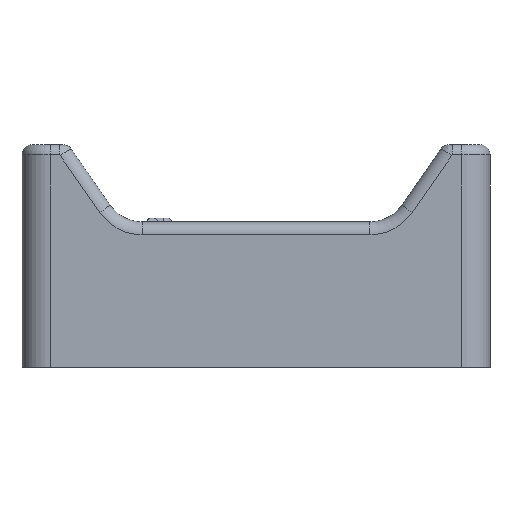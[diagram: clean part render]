
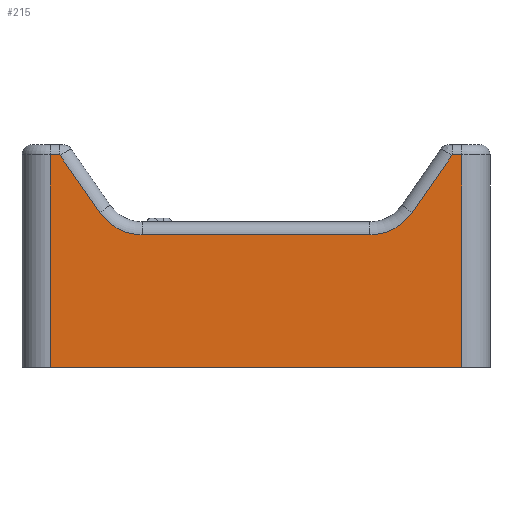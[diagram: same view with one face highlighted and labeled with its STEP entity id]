
A CAD part, front view. The second image highlights one B-rep face of the part: STEP entity #215.
In plain terms, the highlighted planar face has unit normal (0, -1, 0).
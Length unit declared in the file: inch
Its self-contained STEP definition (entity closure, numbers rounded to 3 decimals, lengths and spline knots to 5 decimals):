
#215=ADVANCED_FACE('',(#350),#314,.T.);
#314=PLANE('',#1784);
#350=FACE_OUTER_BOUND('',#448,.T.);
#448=EDGE_LOOP('',(#662,#663,#664,#665,#666,#667,#668,#669,#670,#671));
#550=CIRCLE('',#1782,0.1);
#551=CIRCLE('',#1783,0.1);
#662=ORIENTED_EDGE('',*,*,#1311,.T.);
#663=ORIENTED_EDGE('',*,*,#1312,.T.);
#664=ORIENTED_EDGE('',*,*,#1313,.T.);
#665=ORIENTED_EDGE('',*,*,#1314,.T.);
#666=ORIENTED_EDGE('',*,*,#1315,.F.);
#667=ORIENTED_EDGE('',*,*,#1316,.F.);
#668=ORIENTED_EDGE('',*,*,#1317,.F.);
#669=ORIENTED_EDGE('',*,*,#1318,.F.);
#670=ORIENTED_EDGE('',*,*,#1319,.T.);
#671=ORIENTED_EDGE('',*,*,#1320,.T.);
#1160=VERTEX_POINT('',#2588);
#1161=VERTEX_POINT('',#2589);
#1162=VERTEX_POINT('',#2591);
#1163=VERTEX_POINT('',#2593);
#1164=VERTEX_POINT('',#2595);
#1165=VERTEX_POINT('',#2597);
#1166=VERTEX_POINT('',#2599);
#1167=VERTEX_POINT('',#2601);
#1168=VERTEX_POINT('',#2603);
#1169=VERTEX_POINT('',#2605);
#1311=EDGE_CURVE('',#1160,#1161,#1554,.T.);
#1312=EDGE_CURVE('',#1161,#1162,#1555,.T.);
#1313=EDGE_CURVE('',#1162,#1163,#1556,.T.);
#1314=EDGE_CURVE('',#1163,#1164,#1557,.T.);
#1315=EDGE_CURVE('',#1165,#1164,#1558,.T.);
#1316=EDGE_CURVE('',#1166,#1165,#1559,.T.);
#1317=EDGE_CURVE('',#1167,#1166,#1560,.T.);
#1318=EDGE_CURVE('',#1168,#1167,#550,.T.);
#1319=EDGE_CURVE('',#1168,#1169,#1561,.T.);
#1320=EDGE_CURVE('',#1169,#1160,#551,.T.);
#1554=LINE('',#2587,#1676);
#1555=LINE('',#2590,#1677);
#1556=LINE('',#2592,#1678);
#1557=LINE('',#2594,#1679);
#1558=LINE('',#2596,#1680);
#1559=LINE('',#2598,#1681);
#1560=LINE('',#2600,#1682);
#1561=LINE('',#2604,#1683);
#1676=VECTOR('',#2025,1.);
#1677=VECTOR('',#2026,1.);
#1678=VECTOR('',#2027,1.);
#1679=VECTOR('',#2028,1.);
#1680=VECTOR('',#2029,1.);
#1681=VECTOR('',#2030,1.);
#1682=VECTOR('',#2031,1.);
#1683=VECTOR('',#2034,1.);
#1782=AXIS2_PLACEMENT_3D('',#2602,#2032,#2033);
#1783=AXIS2_PLACEMENT_3D('',#2606,#2035,#2036);
#1784=AXIS2_PLACEMENT_3D('',#2607,#2037,#2038);
#2025=DIRECTION('',(-0.57,0.,0.821));
#2026=DIRECTION('',(-1.,0.,0.));
#2027=DIRECTION('',(0.,0.,-1.));
#2028=DIRECTION('',(1.,0.,0.));
#2029=DIRECTION('',(0.,0.,-1.));
#2030=DIRECTION('',(1.,0.,0.));
#2031=DIRECTION('',(0.57,0.,0.821));
#2032=DIRECTION('',(0.,-1.,0.));
#2033=DIRECTION('',(0.,0.,-1.));
#2034=DIRECTION('',(-1.,0.,0.));
#2035=DIRECTION('',(0.,1.,0.));
#2036=DIRECTION('',(0.,0.,-1.));
#2037=DIRECTION('',(0.,-1.,0.));
#2038=DIRECTION('',(0.,0.,-1.));
#2587=CARTESIAN_POINT('',(-0.25053,0.785,0.39874));
#2588=CARTESIAN_POINT('',(-0.16874,0.785,0.28096));
#2589=CARTESIAN_POINT('',(-0.24655,0.785,0.393));
#2590=CARTESIAN_POINT('',(0.135,0.785,0.393));
#2591=CARTESIAN_POINT('',(-0.265,0.785,0.393));
#2592=CARTESIAN_POINT('',(-0.265,0.785,0.));
#2593=CARTESIAN_POINT('',(-0.265,0.785,-0.02));
#2594=CARTESIAN_POINT('',(0.135,0.785,-0.02));
#2595=CARTESIAN_POINT('',(0.535,0.785,-0.02));
#2596=CARTESIAN_POINT('',(0.535,0.785,0.));
#2597=CARTESIAN_POINT('',(0.535,0.785,0.393));
#2598=CARTESIAN_POINT('',(0.135,0.785,0.393));
#2599=CARTESIAN_POINT('',(0.51655,0.785,0.393));
#2600=CARTESIAN_POINT('',(0.52053,0.785,0.39874));
#2601=CARTESIAN_POINT('',(0.43874,0.785,0.28096));
#2602=CARTESIAN_POINT('',(0.35661,0.785,0.338));
#2603=CARTESIAN_POINT('',(0.35661,0.785,0.238));
#2604=CARTESIAN_POINT('',(0.135,0.785,0.238));
#2605=CARTESIAN_POINT('',(-0.08661,0.785,0.238));
#2606=CARTESIAN_POINT('',(-0.08661,0.785,0.338));
#2607=CARTESIAN_POINT('',(0.135,0.785,0.));
